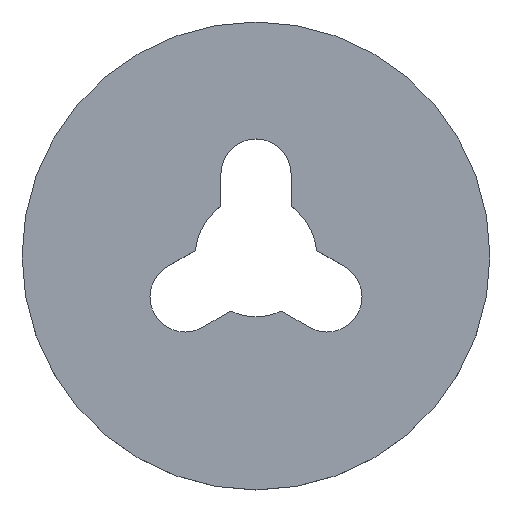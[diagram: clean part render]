
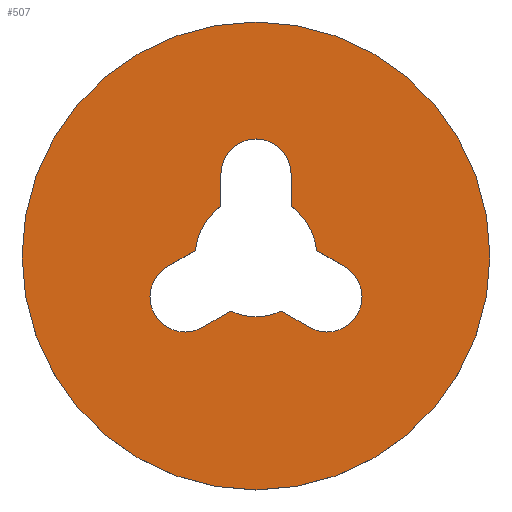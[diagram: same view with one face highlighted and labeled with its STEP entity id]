
A CAD part, top view. The second image highlights one B-rep face of the part: STEP entity #507.
In plain terms, the highlighted planar face has unit normal (0, 0, 1).
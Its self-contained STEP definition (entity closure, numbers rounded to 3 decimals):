
#2 = LINE ( 'NONE', #340, #506 ) ;
#3 = ORIENTED_EDGE ( 'NONE', *, *, #434, .F. ) ;
#5 = CARTESIAN_POINT ( 'NONE',  ( 0., 0., 0.4 ) ) ;
#10 = LINE ( 'NONE', #554, #377 ) ;
#11 = VECTOR ( 'NONE', #50, 1000. ) ;
#12 = CARTESIAN_POINT ( 'NONE',  ( 0., 0., 0.4 ) ) ;
#17 = VERTEX_POINT ( 'NONE', #83 ) ;
#25 = ORIENTED_EDGE ( 'NONE', *, *, #423, .F. ) ;
#30 = EDGE_CURVE ( 'NONE', #563, #120, #510, .T. ) ;
#37 = DIRECTION ( 'NONE',  ( 1., 0., 0. ) ) ;
#50 = DIRECTION ( 'NONE',  ( -0.866, -0.5, 0. ) ) ;
#51 = EDGE_CURVE ( 'NONE', #244, #456, #10, .T. ) ;
#59 = CARTESIAN_POINT ( 'NONE',  ( -1.295, 0.119, 0.4 ) ) ;
#60 = DIRECTION ( 'NONE',  ( 1., 0., 0. ) ) ;
#66 = CARTESIAN_POINT ( 'NONE',  ( 0., 1.75, 0.4 ) ) ;
#67 = AXIS2_PLACEMENT_3D ( 'NONE', #174, #560, #37 ) ;
#69 = VERTEX_POINT ( 'NONE', #59 ) ;
#80 = CARTESIAN_POINT ( 'NONE',  ( 0.75, 1.75, 0.4 ) ) ;
#81 = AXIS2_PLACEMENT_3D ( 'NONE', #606, #415, #328 ) ;
#83 = CARTESIAN_POINT ( 'NONE',  ( 0.545, -1.18, 0.4 ) ) ;
#93 = ORIENTED_EDGE ( 'NONE', *, *, #443, .F. ) ;
#98 = CIRCLE ( 'NONE', #352, 5. ) ;
#100 = AXIS2_PLACEMENT_3D ( 'NONE', #334, #229, #550 ) ;
#101 = ORIENTED_EDGE ( 'NONE', *, *, #383, .F. ) ;
#103 = DIRECTION ( 'NONE',  ( -0.866, 0.5, 0. ) ) ;
#105 = DIRECTION ( 'NONE',  ( 0., 0., 1. ) ) ;
#107 = ORIENTED_EDGE ( 'NONE', *, *, #135, .F. ) ;
#109 = ORIENTED_EDGE ( 'NONE', *, *, #248, .F. ) ;
#112 = ORIENTED_EDGE ( 'NONE', *, *, #578, .F. ) ;
#113 = VECTOR ( 'NONE', #103, 1000. ) ;
#120 = VERTEX_POINT ( 'NONE', #595 ) ;
#122 = ORIENTED_EDGE ( 'NONE', *, *, #545, .F. ) ;
#124 = CARTESIAN_POINT ( 'NONE',  ( 1.141, -1.525, 0.4 ) ) ;
#135 = EDGE_CURVE ( 'NONE', #584, #366, #485, .T. ) ;
#138 = VERTEX_POINT ( 'NONE', #80 ) ;
#139 = CIRCLE ( 'NONE', #100, 0.75 ) ;
#141 = DIRECTION ( 'NONE',  ( 1., 0., 0. ) ) ;
#149 = CARTESIAN_POINT ( 'NONE',  ( 1.295, 0.119, 0.4 ) ) ;
#157 = EDGE_CURVE ( 'NONE', #163, #283, #367, .T. ) ;
#159 = LINE ( 'NONE', #354, #113 ) ;
#163 = VERTEX_POINT ( 'NONE', #222 ) ;
#165 = VERTEX_POINT ( 'NONE', #269 ) ;
#169 = DIRECTION ( 'NONE',  ( 0.866, -0.5, 0. ) ) ;
#170 = VERTEX_POINT ( 'NONE', #501 ) ;
#171 = LINE ( 'NONE', #124, #558 ) ;
#174 = CARTESIAN_POINT ( 'NONE',  ( 0., 0., 0.4 ) ) ;
#187 = AXIS2_PLACEMENT_3D ( 'NONE', #458, #274, #597 ) ;
#192 = EDGE_LOOP ( 'NONE', ( #392, #469 ) ) ;
#198 = CIRCLE ( 'NONE', #609, 1.3 ) ;
#201 = DIRECTION ( 'NONE',  ( 1., 0., 0. ) ) ;
#220 = CARTESIAN_POINT ( 'NONE',  ( 1.891, -0.225, 0.4 ) ) ;
#222 = CARTESIAN_POINT ( 'NONE',  ( 1.141, -1.525, 0.4 ) ) ;
#229 = DIRECTION ( 'NONE',  ( 0., 0., 1. ) ) ;
#231 = LINE ( 'NONE', #290, #11 ) ;
#237 = CARTESIAN_POINT ( 'NONE',  ( -2.266, -0.875, 0.4 ) ) ;
#244 = VERTEX_POINT ( 'NONE', #263 ) ;
#248 = EDGE_CURVE ( 'NONE', #17, #163, #171, .T. ) ;
#252 = VERTEX_POINT ( 'NONE', #594 ) ;
#253 = CIRCLE ( 'NONE', #67, 5. ) ;
#259 = FACE_OUTER_BOUND ( 'NONE', #192, .T. ) ;
#263 = CARTESIAN_POINT ( 'NONE',  ( -0.75, 1.75, 0.4 ) ) ;
#265 = VECTOR ( 'NONE', #518, 1000. ) ;
#269 = CARTESIAN_POINT ( 'NONE',  ( -5., 0., 0.4 ) ) ;
#274 = DIRECTION ( 'NONE',  ( 0., 0., 1. ) ) ;
#283 = VERTEX_POINT ( 'NONE', #220 ) ;
#290 = CARTESIAN_POINT ( 'NONE',  ( -1.295, 0.119, 0.4 ) ) ;
#297 = AXIS2_PLACEMENT_3D ( 'NONE', #12, #105, #530 ) ;
#303 = AXIS2_PLACEMENT_3D ( 'NONE', #407, #321, #369 ) ;
#304 = DIRECTION ( 'NONE',  ( 0., 0., 1. ) ) ;
#312 = LINE ( 'NONE', #566, #265 ) ;
#321 = DIRECTION ( 'NONE',  ( 0., 0., 1. ) ) ;
#328 = DIRECTION ( 'NONE',  ( -1., 0., 0. ) ) ;
#334 = CARTESIAN_POINT ( 'NONE',  ( -1.516, -0.875, 0.4 ) ) ;
#340 = CARTESIAN_POINT ( 'NONE',  ( 0.75, 1.75, 0.4 ) ) ;
#341 = ORIENTED_EDGE ( 'NONE', *, *, #30, .F. ) ;
#347 = CARTESIAN_POINT ( 'NONE',  ( -1.891, -0.225, 0.4 ) ) ;
#352 = AXIS2_PLACEMENT_3D ( 'NONE', #576, #480, #201 ) ;
#354 = CARTESIAN_POINT ( 'NONE',  ( 1.891, -0.225, 0.4 ) ) ;
#366 = VERTEX_POINT ( 'NONE', #237 ) ;
#367 = CIRCLE ( 'NONE', #187, 0.75 ) ;
#369 = DIRECTION ( 'NONE',  ( 1., 0., 0. ) ) ;
#373 = EDGE_CURVE ( 'NONE', #170, #165, #253, .T. ) ;
#377 = VECTOR ( 'NONE', #610, 1000. ) ;
#383 = EDGE_CURVE ( 'NONE', #366, #430, #139, .T. ) ;
#384 = EDGE_LOOP ( 'NONE', ( #93, #122, #448, #547, #3, #341, #505, #439, #109, #112, #25, #101, #107 ) ) ;
#386 = DIRECTION ( 'NONE',  ( 0., 1., 0. ) ) ;
#387 = AXIS2_PLACEMENT_3D ( 'NONE', #66, #304, #60 ) ;
#388 = DIRECTION ( 'NONE',  ( 1., 0., 0. ) ) ;
#392 = ORIENTED_EDGE ( 'NONE', *, *, #567, .T. ) ;
#407 = CARTESIAN_POINT ( 'NONE',  ( -1.516, -0.875, 0.4 ) ) ;
#415 = DIRECTION ( 'NONE',  ( 0., 0., 1. ) ) ;
#423 = EDGE_CURVE ( 'NONE', #430, #252, #312, .T. ) ;
#430 = VERTEX_POINT ( 'NONE', #565 ) ;
#433 = CARTESIAN_POINT ( 'NONE',  ( 0., 0., 0.4 ) ) ;
#434 = EDGE_CURVE ( 'NONE', #120, #138, #2, .T. ) ;
#439 = ORIENTED_EDGE ( 'NONE', *, *, #157, .F. ) ;
#443 = EDGE_CURVE ( 'NONE', #69, #584, #231, .T. ) ;
#448 = ORIENTED_EDGE ( 'NONE', *, *, #51, .F. ) ;
#456 = VERTEX_POINT ( 'NONE', #516 ) ;
#458 = CARTESIAN_POINT ( 'NONE',  ( 1.516, -0.875, 0.4 ) ) ;
#469 = ORIENTED_EDGE ( 'NONE', *, *, #373, .T. ) ;
#472 = DIRECTION ( 'NONE',  ( 0., 0., 1. ) ) ;
#480 = DIRECTION ( 'NONE',  ( 0., 0., 1. ) ) ;
#485 = CIRCLE ( 'NONE', #303, 0.75 ) ;
#497 = CIRCLE ( 'NONE', #387, 0.75 ) ;
#501 = CARTESIAN_POINT ( 'NONE',  ( 5., 0., 0.4 ) ) ;
#505 = ORIENTED_EDGE ( 'NONE', *, *, #599, .F. ) ;
#506 = VECTOR ( 'NONE', #386, 1000. ) ;
#507 = ADVANCED_FACE ( 'NONE', ( #259, #591 ), #562, .T. ) ;
#510 = CIRCLE ( 'NONE', #81, 1.3 ) ;
#516 = CARTESIAN_POINT ( 'NONE',  ( -0.75, 1.062, 0.4 ) ) ;
#518 = DIRECTION ( 'NONE',  ( 0.866, 0.5, 0. ) ) ;
#523 = AXIS2_PLACEMENT_3D ( 'NONE', #433, #621, #141 ) ;
#530 = DIRECTION ( 'NONE',  ( 1., 0., 0. ) ) ;
#545 = EDGE_CURVE ( 'NONE', #456, #69, #198, .T. ) ;
#547 = ORIENTED_EDGE ( 'NONE', *, *, #616, .F. ) ;
#550 = DIRECTION ( 'NONE',  ( 1., 0., 0. ) ) ;
#554 = CARTESIAN_POINT ( 'NONE',  ( -0.75, 1.75, 0.4 ) ) ;
#556 = CIRCLE ( 'NONE', #297, 1.3 ) ;
#558 = VECTOR ( 'NONE', #169, 1000. ) ;
#560 = DIRECTION ( 'NONE',  ( 0., 0., 1. ) ) ;
#562 = PLANE ( 'NONE',  #523 ) ;
#563 = VERTEX_POINT ( 'NONE', #149 ) ;
#565 = CARTESIAN_POINT ( 'NONE',  ( -1.141, -1.525, 0.4 ) ) ;
#566 = CARTESIAN_POINT ( 'NONE',  ( -1.141, -1.525, 0.4 ) ) ;
#567 = EDGE_CURVE ( 'NONE', #165, #170, #98, .T. ) ;
#576 = CARTESIAN_POINT ( 'NONE',  ( 0., 0., 0.4 ) ) ;
#578 = EDGE_CURVE ( 'NONE', #252, #17, #556, .T. ) ;
#584 = VERTEX_POINT ( 'NONE', #347 ) ;
#591 = FACE_BOUND ( 'NONE', #384, .T. ) ;
#594 = CARTESIAN_POINT ( 'NONE',  ( -0.545, -1.18, 0.4 ) ) ;
#595 = CARTESIAN_POINT ( 'NONE',  ( 0.75, 1.062, 0.4 ) ) ;
#597 = DIRECTION ( 'NONE',  ( 1., 0., 0. ) ) ;
#599 = EDGE_CURVE ( 'NONE', #283, #563, #159, .T. ) ;
#606 = CARTESIAN_POINT ( 'NONE',  ( 0., 0., 0.4 ) ) ;
#609 = AXIS2_PLACEMENT_3D ( 'NONE', #5, #472, #388 ) ;
#610 = DIRECTION ( 'NONE',  ( 0., -1., 0. ) ) ;
#616 = EDGE_CURVE ( 'NONE', #138, #244, #497, .T. ) ;
#621 = DIRECTION ( 'NONE',  ( 0., 0., 1. ) ) ;
